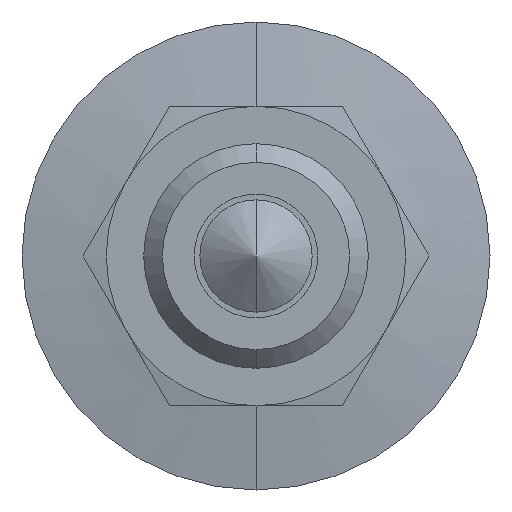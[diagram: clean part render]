
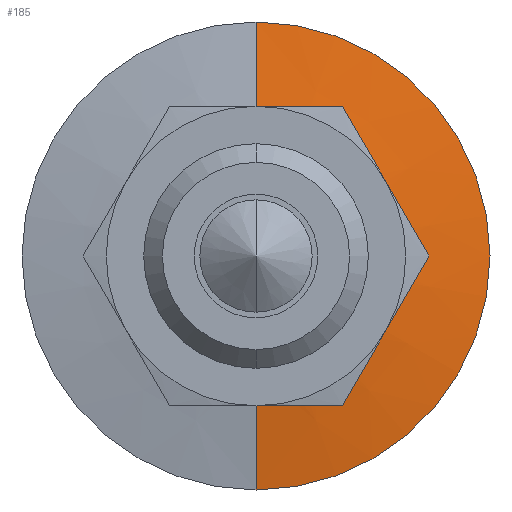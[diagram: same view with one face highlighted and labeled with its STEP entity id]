
A CAD part, front view. The second image highlights one B-rep face of the part: STEP entity #185.
In plain terms, the highlighted conical face has half-angle 80.981 degrees and reference radius 3.1 mm.
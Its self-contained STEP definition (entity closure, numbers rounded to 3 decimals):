
#185 = ADVANCED_FACE ( 'NONE', ( #1762 ), #2942, .T. ) ;
#513 = CIRCLE ( 'NONE', #3748, 6.25 ) ;
#557 = DIRECTION ( 'NONE',  ( 0., 1., 0. ) ) ;
#596 = ORIENTED_EDGE ( 'NONE', *, *, #1405, .F. ) ;
#643 = EDGE_CURVE ( 'NONE', #4162, #2358, #3148, .T. ) ;
#866 = CARTESIAN_POINT ( 'NONE',  ( 0., 0., -3.1 ) ) ;
#1013 = VERTEX_POINT ( 'NONE', #3397 ) ;
#1117 = ORIENTED_EDGE ( 'NONE', *, *, #2722, .T. ) ;
#1253 = DIRECTION ( 'NONE',  ( 0., 1., 0. ) ) ;
#1326 = DIRECTION ( 'NONE',  ( 0., 0., 1. ) ) ;
#1349 = DIRECTION ( 'NONE',  ( 0., 0.157, 0.988 ) ) ;
#1405 = EDGE_CURVE ( 'NONE', #4162, #4230, #4133, .T. ) ;
#1408 = VECTOR ( 'NONE', #1349, 1000. ) ;
#1441 = EDGE_LOOP ( 'NONE', ( #2724, #1117, #2688, #596 ) ) ;
#1470 = AXIS2_PLACEMENT_3D ( 'NONE', #3858, #1253, #1574 ) ;
#1574 = DIRECTION ( 'NONE',  ( 0., 0., 1. ) ) ;
#1661 = CARTESIAN_POINT ( 'NONE',  ( 0., 0.5, 0. ) ) ;
#1675 = LINE ( 'NONE', #866, #4195 ) ;
#1694 = CARTESIAN_POINT ( 'NONE',  ( 0., 0., -3.1 ) ) ;
#1761 = CARTESIAN_POINT ( 'NONE',  ( 0., 0., 3.1 ) ) ;
#1762 = FACE_OUTER_BOUND ( 'NONE', #1441, .T. ) ;
#2195 = EDGE_CURVE ( 'NONE', #4230, #1013, #513, .T. ) ;
#2358 = VERTEX_POINT ( 'NONE', #1694 ) ;
#2546 = DIRECTION ( 'NONE',  ( 0., 0., 1. ) ) ;
#2688 = ORIENTED_EDGE ( 'NONE', *, *, #2195, .F. ) ;
#2722 = EDGE_CURVE ( 'NONE', #2358, #1013, #1675, .T. ) ;
#2724 = ORIENTED_EDGE ( 'NONE', *, *, #643, .T. ) ;
#2875 = CARTESIAN_POINT ( 'NONE',  ( 0., 0., 0. ) ) ;
#2877 = AXIS2_PLACEMENT_3D ( 'NONE', #2875, #557, #2546 ) ;
#2942 = CONICAL_SURFACE ( 'NONE', #1470, 3.1, 1.413 ) ;
#3148 = CIRCLE ( 'NONE', #2877, 3.1 ) ;
#3177 = DIRECTION ( 'NONE',  ( 0., 0.157, -0.988 ) ) ;
#3321 = CARTESIAN_POINT ( 'NONE',  ( 0., 0., 3.1 ) ) ;
#3397 = CARTESIAN_POINT ( 'NONE',  ( 0., 0.5, -6.25 ) ) ;
#3640 = DIRECTION ( 'NONE',  ( 0., 1., 0. ) ) ;
#3748 = AXIS2_PLACEMENT_3D ( 'NONE', #1661, #3640, #1326 ) ;
#3858 = CARTESIAN_POINT ( 'NONE',  ( 0., 0., 0. ) ) ;
#3949 = CARTESIAN_POINT ( 'NONE',  ( 0., 0.5, 6.25 ) ) ;
#4133 = LINE ( 'NONE', #1761, #1408 ) ;
#4162 = VERTEX_POINT ( 'NONE', #3321 ) ;
#4195 = VECTOR ( 'NONE', #3177, 1000. ) ;
#4230 = VERTEX_POINT ( 'NONE', #3949 ) ;
